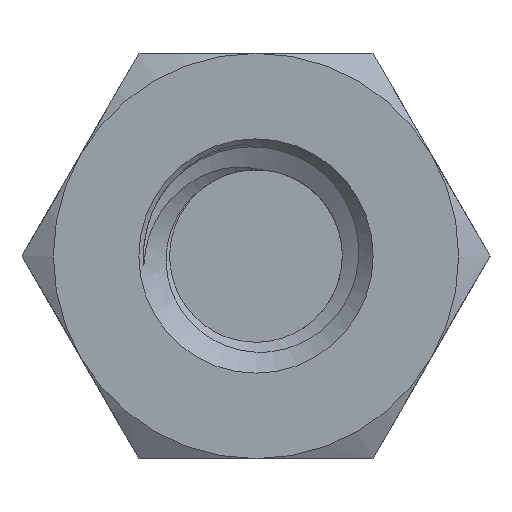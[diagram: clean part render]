
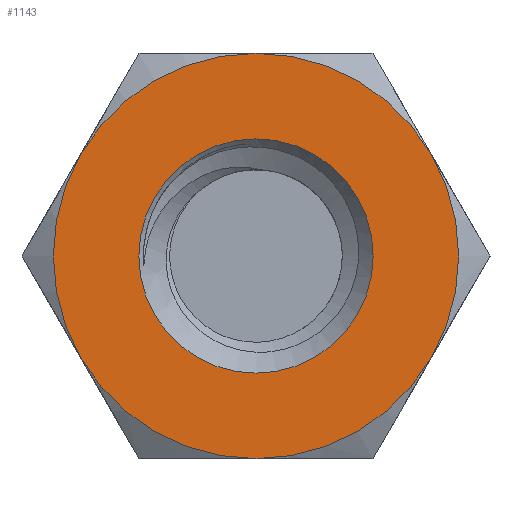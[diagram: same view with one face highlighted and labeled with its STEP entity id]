
A CAD part, left-side view. The second image highlights one B-rep face of the part: STEP entity #1143.
In plain terms, the highlighted planar face has unit normal (-1, 0, 0).
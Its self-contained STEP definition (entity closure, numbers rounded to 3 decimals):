
#15=FACE_BOUND('',#168,.T.);
#33=PLANE('',#1243);
#100=FACE_OUTER_BOUND('',#167,.T.);
#167=EDGE_LOOP('',(#924,#925,#926,#927,#928,#929));
#168=EDGE_LOOP('',(#930,#931));
#199=CIRCLE('',#1229,1.301);
#200=CIRCLE('',#1230,1.301);
#201=CIRCLE('',#1232,2.25);
#202=CIRCLE('',#1234,2.25);
#203=CIRCLE('',#1236,2.25);
#204=CIRCLE('',#1238,2.25);
#205=CIRCLE('',#1240,2.25);
#206=CIRCLE('',#1242,2.25);
#489=VERTEX_POINT('',#3125);
#490=VERTEX_POINT('',#3127);
#491=VERTEX_POINT('',#3131);
#492=VERTEX_POINT('',#3132);
#495=VERTEX_POINT('',#3146);
#497=VERTEX_POINT('',#3156);
#499=VERTEX_POINT('',#3166);
#500=VERTEX_POINT('',#3172);
#641=EDGE_CURVE('',#489,#490,#199,.T.);
#642=EDGE_CURVE('',#490,#489,#200,.T.);
#643=EDGE_CURVE('',#491,#492,#201,.T.);
#647=EDGE_CURVE('',#495,#492,#202,.T.);
#650=EDGE_CURVE('',#495,#497,#203,.T.);
#653=EDGE_CURVE('',#497,#499,#204,.T.);
#655=EDGE_CURVE('',#499,#500,#205,.T.);
#658=EDGE_CURVE('',#500,#491,#206,.T.);
#924=ORIENTED_EDGE('',*,*,#658,.F.);
#925=ORIENTED_EDGE('',*,*,#655,.F.);
#926=ORIENTED_EDGE('',*,*,#653,.F.);
#927=ORIENTED_EDGE('',*,*,#650,.F.);
#928=ORIENTED_EDGE('',*,*,#647,.T.);
#929=ORIENTED_EDGE('',*,*,#643,.F.);
#930=ORIENTED_EDGE('',*,*,#642,.F.);
#931=ORIENTED_EDGE('',*,*,#641,.F.);
#1143=ADVANCED_FACE('',(#100,#15),#33,.F.);
#1229=AXIS2_PLACEMENT_3D('',#3128,#1403,#1404);
#1230=AXIS2_PLACEMENT_3D('',#3129,#1405,#1406);
#1232=AXIS2_PLACEMENT_3D('',#3133,#1409,#1410);
#1234=AXIS2_PLACEMENT_3D('',#3147,#1413,#1414);
#1236=AXIS2_PLACEMENT_3D('',#3157,#1417,#1418);
#1238=AXIS2_PLACEMENT_3D('',#3167,#1421,#1422);
#1240=AXIS2_PLACEMENT_3D('',#3173,#1425,#1426);
#1242=AXIS2_PLACEMENT_3D('',#3182,#1429,#1430);
#1243=AXIS2_PLACEMENT_3D('',#3190,#1431,#1432);
#1403=DIRECTION('center_axis',(-1.,0.,0.));
#1404=DIRECTION('ref_axis',(0.,0.,1.));
#1405=DIRECTION('center_axis',(-1.,0.,0.));
#1406=DIRECTION('ref_axis',(0.,0.,1.));
#1409=DIRECTION('center_axis',(1.,0.,0.));
#1410=DIRECTION('ref_axis',(0.,0.,-1.));
#1413=DIRECTION('center_axis',(-1.,0.,0.));
#1414=DIRECTION('ref_axis',(0.,0.,1.));
#1417=DIRECTION('center_axis',(1.,0.,0.));
#1418=DIRECTION('ref_axis',(0.,0.,-1.));
#1421=DIRECTION('center_axis',(1.,0.,0.));
#1422=DIRECTION('ref_axis',(0.,0.,-1.));
#1425=DIRECTION('center_axis',(1.,0.,0.));
#1426=DIRECTION('ref_axis',(0.,0.,-1.));
#1429=DIRECTION('center_axis',(1.,0.,0.));
#1430=DIRECTION('ref_axis',(0.,0.,-1.));
#1431=DIRECTION('center_axis',(1.,0.,0.));
#1432=DIRECTION('ref_axis',(0.,0.,-1.));
#3125=CARTESIAN_POINT('',(-7.45,0.,-1.301));
#3127=CARTESIAN_POINT('',(-7.45,0.,1.301));
#3128=CARTESIAN_POINT('Origin',(-7.45,0.,0.));
#3129=CARTESIAN_POINT('Origin',(-7.45,0.,0.));
#3131=CARTESIAN_POINT('',(-7.45,1.949,-1.125));
#3132=CARTESIAN_POINT('',(-7.45,1.949,1.125));
#3133=CARTESIAN_POINT('Origin',(-7.45,0.,0.));
#3146=CARTESIAN_POINT('',(-7.45,0.,2.25));
#3147=CARTESIAN_POINT('Origin',(-7.45,0.,0.));
#3156=CARTESIAN_POINT('',(-7.45,-1.949,1.125));
#3157=CARTESIAN_POINT('Origin',(-7.45,0.,0.));
#3166=CARTESIAN_POINT('',(-7.45,-1.949,-1.125));
#3167=CARTESIAN_POINT('Origin',(-7.45,0.,0.));
#3172=CARTESIAN_POINT('',(-7.45,0.,-2.25));
#3173=CARTESIAN_POINT('Origin',(-7.45,0.,0.));
#3182=CARTESIAN_POINT('Origin',(-7.45,0.,0.));
#3190=CARTESIAN_POINT('Origin',(-7.45,2.598,0.));
